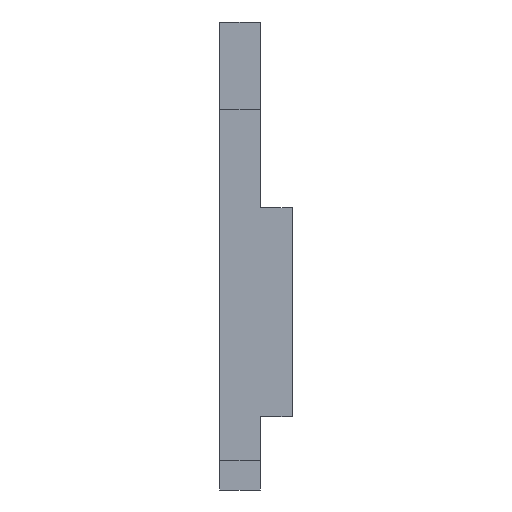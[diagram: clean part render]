
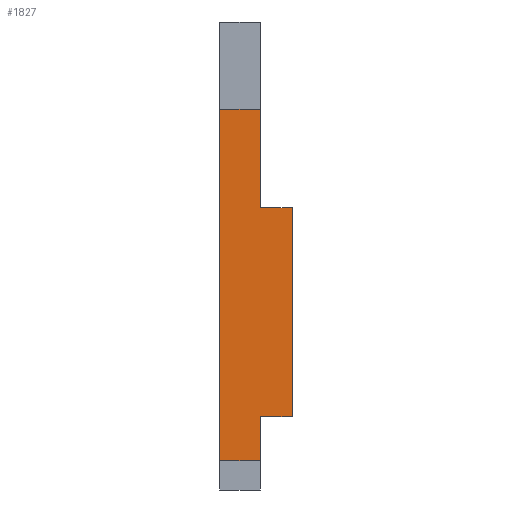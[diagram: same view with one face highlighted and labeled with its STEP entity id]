
A CAD part, left-side view. The second image highlights one B-rep face of the part: STEP entity #1827.
In plain terms, the highlighted planar face has unit normal (-1, 0, 0).
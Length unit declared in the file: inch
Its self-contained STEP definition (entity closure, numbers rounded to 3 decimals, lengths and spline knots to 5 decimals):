
#45 = CARTESIAN_POINT ( 'NONE',  ( 0., -0.055, -0.5294 ) ) ;
#53 = FACE_OUTER_BOUND ( 'NONE', #1820, .T. ) ;
#69 = ORIENTED_EDGE ( 'NONE', *, *, #2229, .F. ) ;
#126 = DIRECTION ( 'NONE',  ( 0., 1., 0. ) ) ;
#130 = VERTEX_POINT ( 'NONE', #2147 ) ;
#145 = CARTESIAN_POINT ( 'NONE',  ( 0., 0.07, -0.605 ) ) ;
#203 = LINE ( 'NONE', #2048, #1789 ) ;
#251 = CARTESIAN_POINT ( 'NONE',  ( 0., 0., 0. ) ) ;
#311 = ORIENTED_EDGE ( 'NONE', *, *, #1757, .T. ) ;
#339 = VERTEX_POINT ( 'NONE', #1300 ) ;
#449 = DIRECTION ( 'NONE',  ( 0., -1., 0. ) ) ;
#529 = VERTEX_POINT ( 'NONE', #1586 ) ;
#602 = ORIENTED_EDGE ( 'NONE', *, *, #1141, .F. ) ;
#623 = VECTOR ( 'NONE', #126, 39.37008 ) ;
#645 = VERTEX_POINT ( 'NONE', #2320 ) ;
#655 = DIRECTION ( 'NONE',  ( 0., 0., -1. ) ) ;
#762 = LINE ( 'NONE', #2028, #1091 ) ;
#783 = DIRECTION ( 'NONE',  ( 0., -1., 0. ) ) ;
#801 = EDGE_CURVE ( 'NONE', #529, #1786, #762, .T. ) ;
#847 = EDGE_CURVE ( 'NONE', #130, #529, #203, .T. ) ;
#871 = CARTESIAN_POINT ( 'NONE',  ( 0., 0.07, -0.605 ) ) ;
#879 = VECTOR ( 'NONE', #783, 39.37008 ) ;
#958 = ORIENTED_EDGE ( 'NONE', *, *, #2456, .F. ) ;
#982 = AXIS2_PLACEMENT_3D ( 'NONE', #871, #2513, #655 ) ;
#989 = LINE ( 'NONE', #1815, #879 ) ;
#1063 = LINE ( 'NONE', #1692, #1751 ) ;
#1091 = VECTOR ( 'NONE', #2001, 39.37008 ) ;
#1097 = CARTESIAN_POINT ( 'NONE',  ( 0., 0., -0.5294 ) ) ;
#1141 = EDGE_CURVE ( 'NONE', #130, #1622, #2689, .T. ) ;
#1190 = LINE ( 'NONE', #145, #2314 ) ;
#1204 = LINE ( 'NONE', #1825, #1841 ) ;
#1260 = ORIENTED_EDGE ( 'NONE', *, *, #801, .T. ) ;
#1300 = CARTESIAN_POINT ( 'NONE',  ( 0., 0.07, 0. ) ) ;
#1339 = ORIENTED_EDGE ( 'NONE', *, *, #1644, .T. ) ;
#1378 = EDGE_CURVE ( 'NONE', #339, #1786, #989, .T. ) ;
#1586 = CARTESIAN_POINT ( 'NONE',  ( 0., 0., -0.1694 ) ) ;
#1622 = VERTEX_POINT ( 'NONE', #45 ) ;
#1644 = EDGE_CURVE ( 'NONE', #645, #2612, #1063, .T. ) ;
#1692 = CARTESIAN_POINT ( 'NONE',  ( 0., 0.07, -0.605 ) ) ;
#1700 = VECTOR ( 'NONE', #1865, 39.37008 ) ;
#1751 = VECTOR ( 'NONE', #449, 39.37008 ) ;
#1757 = EDGE_CURVE ( 'NONE', #2612, #2087, #1204, .T. ) ;
#1786 = VERTEX_POINT ( 'NONE', #251 ) ;
#1789 = VECTOR ( 'NONE', #1853, 39.37008 ) ;
#1797 = LINE ( 'NONE', #2192, #623 ) ;
#1807 = DIRECTION ( 'NONE',  ( 0., 0., 1. ) ) ;
#1815 = CARTESIAN_POINT ( 'NONE',  ( 0., 0.07, 0. ) ) ;
#1820 = EDGE_LOOP ( 'NONE', ( #311, #69, #602, #2631, #1260, #2044, #958, #1339 ) ) ;
#1825 = CARTESIAN_POINT ( 'NONE',  ( 0., 0., -0.605 ) ) ;
#1827 = ADVANCED_FACE ( 'NONE', ( #53 ), #2084, .F. ) ;
#1841 = VECTOR ( 'NONE', #2483, 39.37008 ) ;
#1853 = DIRECTION ( 'NONE',  ( 0., 1., 0. ) ) ;
#1865 = DIRECTION ( 'NONE',  ( 0., 0., -1. ) ) ;
#1916 = CARTESIAN_POINT ( 'NONE',  ( 0., 0., -0.605 ) ) ;
#2001 = DIRECTION ( 'NONE',  ( 0., 0., 1. ) ) ;
#2028 = CARTESIAN_POINT ( 'NONE',  ( 0., 0., -0.605 ) ) ;
#2037 = CARTESIAN_POINT ( 'NONE',  ( 0., -0.055, -0.1694 ) ) ;
#2044 = ORIENTED_EDGE ( 'NONE', *, *, #1378, .F. ) ;
#2048 = CARTESIAN_POINT ( 'NONE',  ( 0., -0.055, -0.1694 ) ) ;
#2084 = PLANE ( 'NONE',  #982 ) ;
#2087 = VERTEX_POINT ( 'NONE', #1097 ) ;
#2147 = CARTESIAN_POINT ( 'NONE',  ( 0., -0.055, -0.1694 ) ) ;
#2192 = CARTESIAN_POINT ( 'NONE',  ( 0., -0.055, -0.5294 ) ) ;
#2229 = EDGE_CURVE ( 'NONE', #1622, #2087, #1797, .T. ) ;
#2314 = VECTOR ( 'NONE', #1807, 39.37008 ) ;
#2320 = CARTESIAN_POINT ( 'NONE',  ( 0., 0.07, -0.605 ) ) ;
#2456 = EDGE_CURVE ( 'NONE', #645, #339, #1190, .T. ) ;
#2483 = DIRECTION ( 'NONE',  ( 0., 0., 1. ) ) ;
#2513 = DIRECTION ( 'NONE',  ( 1., 0., 0. ) ) ;
#2612 = VERTEX_POINT ( 'NONE', #1916 ) ;
#2631 = ORIENTED_EDGE ( 'NONE', *, *, #847, .T. ) ;
#2689 = LINE ( 'NONE', #2037, #1700 ) ;
